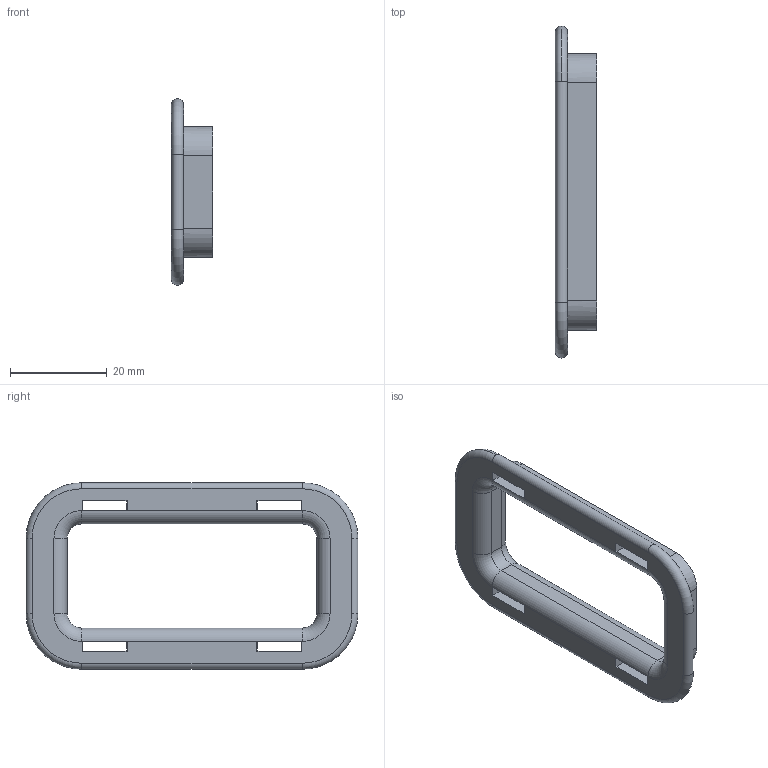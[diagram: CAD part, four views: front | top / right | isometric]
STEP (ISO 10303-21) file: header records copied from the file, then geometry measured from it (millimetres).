
FILE_DESCRIPTION((''),'2;1');
FILE_NAME('6066704_KSTP1','2015-06-10T',('AndreasKeweloh'),(''),'PRO/ENGINEER BY PARAMETRIC TECHNOLOGY CORPORATION, 2014000','PRO/ENGINEER BY PARAMETRIC TECHNOLOGY CORPORATION, 2014000','');
FILE_SCHEMA(('CONFIG_CONTROL_DESIGN'));
Length unit declared in the file: millimetre
Products named in the file (1): 6066704_KSTP1
Bounding box: 8.5 x 68.5 x 38.5 mm (x, y, z)
Volume: 5227.7 mm3; surface area: 5016 mm2
Topology: 1 solids, 1 shells, 55 faces, 161 edges, 100 vertices
Faces by surface type: plane 22, cylinder 20, torus 13
Entity records: 1922 total; most frequent: CARTESIAN_POINT 388, ORIENTED_EDGE 322, DIRECTION 316, EDGE_CURVE 161, AXIS2_PLACEMENT_3D 112, VERTEX_POINT 100, VECTOR 92, LINE 92
